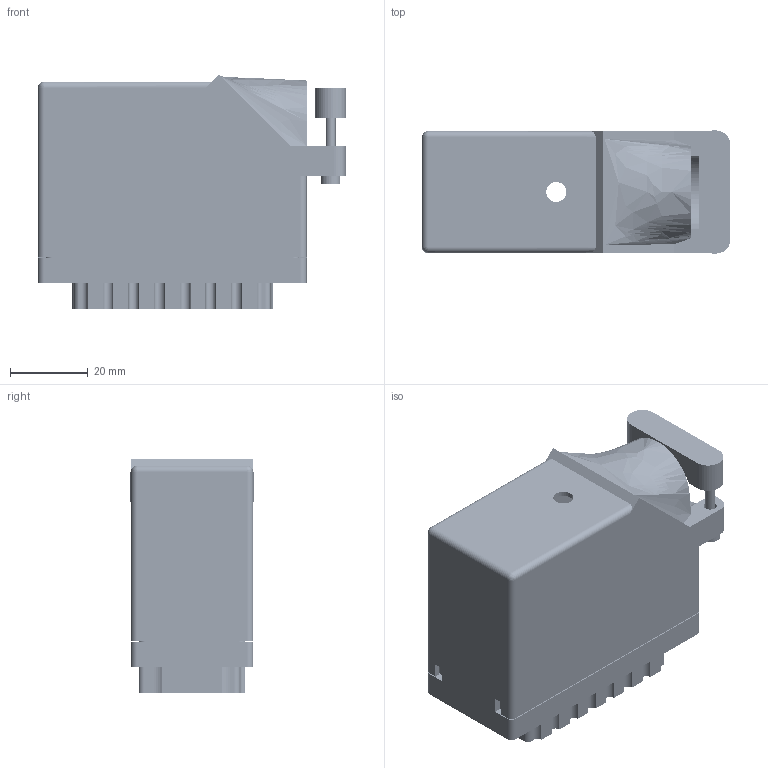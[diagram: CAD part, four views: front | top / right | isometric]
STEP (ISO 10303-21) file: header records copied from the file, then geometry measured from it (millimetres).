
FILE_DESCRIPTION (( 'STEP AP203' ), '1' );
FILE_NAME ('516-090-541-220.STEP', '2020-03-06T21:12:42', ( '' ), ( '' ), 'SwSTEP 2.0', 'SolidWorks 2016', '' );
FILE_SCHEMA (( 'CONFIG_CONTROL_DESIGN' ));
Length unit declared in the file: inch
Products named in the file (4): 516 Part Receptacle_090; 516-292-001_541 Contact; 516-090-541-220; 516-230-001_Plastic - 090 Side Entry
Assembly tree (92 placements, depth 2):
  516-090-541-220
    516 Part Receptacle_090
    516-292-001_541 Contact  x90
    516-230-001_Plastic - 090 Side Entry
Bounding box: 79.2 x 31.75 x 60.37 mm (x, y, z)
Volume: 40551.7 mm3; surface area: 68686.1 mm2
Topology: 92 solids, 92 shells, 8475 faces, 24622 edges, 16350 vertices
Faces by surface type: plane 5192, cylinder 2736, bspline 543, cone 2, sphere 2
Entity records: 72982 total; most frequent: CARTESIAN_POINT 12724, ORIENTED_EDGE 12216, DIRECTION 11927, EDGE_CURVE 6108, LINE 4519, VECTOR 4519, VERTEX_POINT 4068, AXIS2_PLACEMENT_3D 3704
